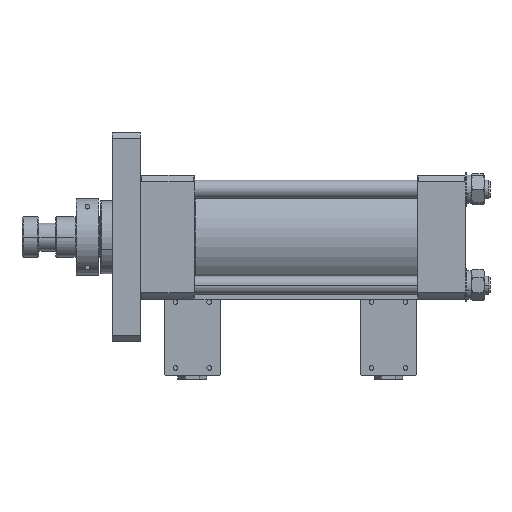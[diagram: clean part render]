
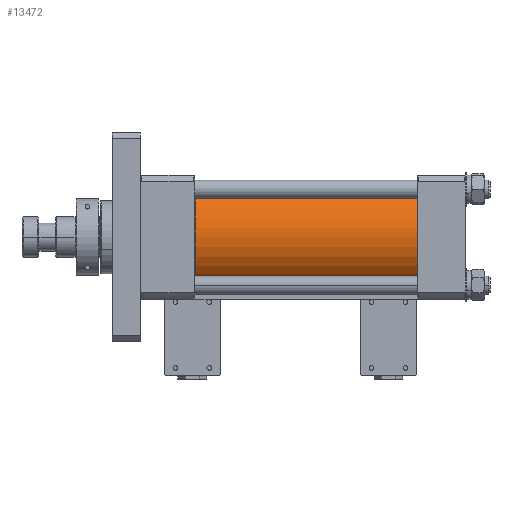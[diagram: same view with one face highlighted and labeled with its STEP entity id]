
A CAD part, front view. The second image highlights one B-rep face of the part: STEP entity #13472.
In plain terms, the highlighted cylindrical face has radius 50 mm (diameter 100 mm), a partial arc.
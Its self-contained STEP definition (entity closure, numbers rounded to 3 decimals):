
#13163 = EDGE_CURVE ( 'NONE', #13550, #13164, #22253, .T. ) ;
#13164 = VERTEX_POINT ( 'NONE', #22872 ) ;
#13314 = ORIENTED_EDGE ( 'NONE', *, *, #13471, .F. ) ;
#13327 = EDGE_CURVE ( 'NONE', #13399, #13505, #25679, .T. ) ;
#13399 = VERTEX_POINT ( 'NONE', #25775 ) ;
#13471 = EDGE_CURVE ( '����2', #13164, #13505, #25691, .T. ) ;
#13472 = ADVANCED_FACE ( '��1', ( #25686 ), #25685, .T. ) ;
#13473 = EDGE_LOOP ( 'NONE', ( #13475, #13476, #13479, #13314 ) ) ;
#13475 = ORIENTED_EDGE ( 'NONE', *, *, #13163, .F. ) ;
#13476 = ORIENTED_EDGE ( 'NONE', *, *, #13478, .T. ) ;
#13478 = EDGE_CURVE ( '����3', #13550, #13399, #25954, .T. ) ;
#13479 = ORIENTED_EDGE ( 'NONE', *, *, #13327, .T. ) ;
#13505 = VERTEX_POINT ( 'NONE', #26232 ) ;
#13550 = VERTEX_POINT ( 'NONE', #26189 ) ;
#22253 = LINE ( 'NONE', #22549, #22502 ) ;
#22493 = DIRECTION ( 'NONE',  ( 1., 0., 0. ) ) ;
#22502 = VECTOR ( 'NONE', #22493, 1000. ) ;
#22549 = CARTESIAN_POINT ( 'NONE',  ( 0., 0., 50. ) ) ;
#22872 = CARTESIAN_POINT ( 'NONE',  ( -0.5, 0., 50. ) ) ;
#25641 = DIRECTION ( 'NONE',  ( 1., 0., 0. ) ) ;
#25642 = VECTOR ( 'NONE', #25641, 1000. ) ;
#25643 = CARTESIAN_POINT ( 'NONE',  ( 0., 0., -50. ) ) ;
#25679 = LINE ( 'NONE', #25643, #25642 ) ;
#25680 = DIRECTION ( 'NONE',  ( 0., 0., -1. ) ) ;
#25681 = DIRECTION ( 'NONE',  ( 1., 0., 0. ) ) ;
#25682 = CARTESIAN_POINT ( 'NONE',  ( 0., 0., 0. ) ) ;
#25683 = AXIS2_PLACEMENT_3D ( 'NONE', #25682, #25681, #25680 ) ;
#25685 = CYLINDRICAL_SURFACE ( 'NONE', #25683, 50. ) ;
#25686 = FACE_OUTER_BOUND ( 'NONE', #13473, .T. ) ;
#25687 = DIRECTION ( 'NONE',  ( 0., 0., -1. ) ) ;
#25688 = DIRECTION ( 'NONE',  ( 1., 0., 0. ) ) ;
#25689 = CARTESIAN_POINT ( 'NONE',  ( -0.5, 0., 0. ) ) ;
#25690 = AXIS2_PLACEMENT_3D ( 'NONE', #25689, #25688, #25687 ) ;
#25691 = CIRCLE ( 'NONE', #25690, 50. ) ;
#25775 = CARTESIAN_POINT ( 'NONE',  ( -197.5, 0., -50. ) ) ;
#25942 = AXIS2_PLACEMENT_3D ( 'NONE', #25970, #25945, #25969 ) ;
#25945 = DIRECTION ( 'NONE',  ( 1., 0., 0. ) ) ;
#25954 = CIRCLE ( 'NONE', #25942, 50. ) ;
#25969 = DIRECTION ( 'NONE',  ( 0., 0., -1. ) ) ;
#25970 = CARTESIAN_POINT ( 'NONE',  ( -197.5, 0., 0. ) ) ;
#26189 = CARTESIAN_POINT ( 'NONE',  ( -197.5, 0., 50. ) ) ;
#26232 = CARTESIAN_POINT ( 'NONE',  ( -0.5, 0., -50. ) ) ;
